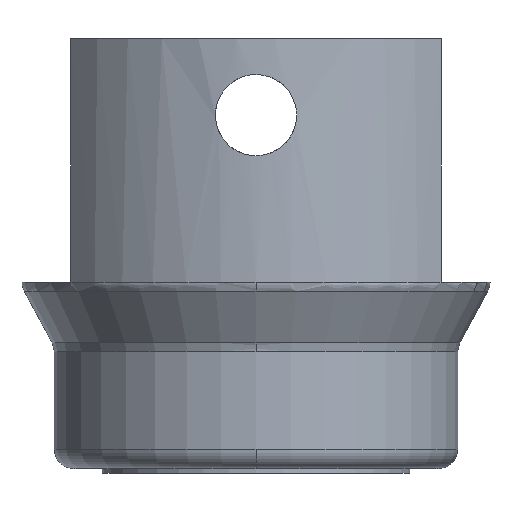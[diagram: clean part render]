
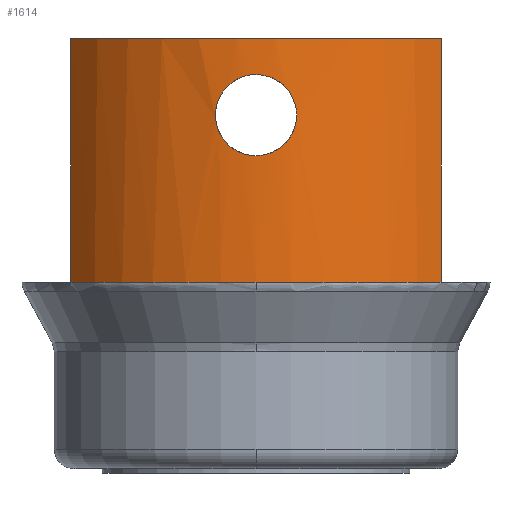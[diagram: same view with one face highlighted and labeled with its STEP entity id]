
A CAD part, left-side view. The second image highlights one B-rep face of the part: STEP entity #1614.
In plain terms, the highlighted cylindrical face has radius 24.5 mm (diameter 49 mm), a partial arc.
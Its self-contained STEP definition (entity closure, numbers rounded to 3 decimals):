
#454=CARTESIAN_POINT('',(-15.0,-19.371,20.));
#455=VERTEX_POINT('',#454);
#463=CARTESIAN_POINT('',(-24.5,0.,20.));
#464=VERTEX_POINT('',#463);
#465=CARTESIAN_POINT('',(0.0,0.0,20.));
#466=DIRECTION('',(0.0,0.0,1.0));
#467=DIRECTION('',(0.0,1.0,0.0));
#468=AXIS2_PLACEMENT_3D('',#465,#466,#467);
#469=CIRCLE('',#468,24.5);
#470=EDGE_CURVE('',#464,#455,#469,.T.);
#792=CARTESIAN_POINT('',(-24.5,0.,33.25));
#793=VERTEX_POINT('',#792);
#823=CARTESIAN_POINT('',(-24.5,0.,41.75));
#824=VERTEX_POINT('',#823);
#831=CARTESIAN_POINT('',(-24.5,0.,33.25));
#832=CARTESIAN_POINT('',(-24.5,0.535,33.25));
#833=CARTESIAN_POINT('',(-24.481,1.105,33.357));
#834=CARTESIAN_POINT('',(-24.411,2.151,33.791));
#835=CARTESIAN_POINT('',(-24.362,2.628,34.118));
#836=CARTESIAN_POINT('',(-24.268,3.382,34.872));
#837=CARTESIAN_POINT('',(-24.219,3.709,35.349));
#838=CARTESIAN_POINT('',(-24.148,4.143,36.395));
#839=CARTESIAN_POINT('',(-24.129,4.25,36.965));
#840=CARTESIAN_POINT('',(-24.129,4.25,38.035));
#841=CARTESIAN_POINT('',(-24.148,4.143,38.605));
#842=CARTESIAN_POINT('',(-24.219,3.709,39.651));
#843=CARTESIAN_POINT('',(-24.268,3.382,40.128));
#844=CARTESIAN_POINT('',(-24.362,2.628,40.882));
#845=CARTESIAN_POINT('',(-24.411,2.151,41.209));
#846=CARTESIAN_POINT('',(-24.481,1.105,41.643));
#847=CARTESIAN_POINT('',(-24.5,0.535,41.75));
#848=CARTESIAN_POINT('',(-24.5,0.,41.75));
#849=B_SPLINE_CURVE_WITH_KNOTS('',3,(#831,#832,#833,#834,#835,#836,#837,#838,#839,#840,#841,#842,#843,#844,#845,#846,#847,#848),.UNSPECIFIED.,.F.,.U.,(4,2,2,2,2,2,2,2,4),(0.642,0.802,0.963,1.123,1.284,1.444,1.604,1.765,1.925),.UNSPECIFIED.);
#850=EDGE_CURVE('',#793,#824,#849,.T.);
#1094=CARTESIAN_POINT('',(-15.0,-19.371,45.5));
#1095=VERTEX_POINT('',#1094);
#1102=CARTESIAN_POINT('',(-15.0,-19.371,20.));
#1103=DIRECTION('',(0.0,0.0,1.0));
#1104=VECTOR('',#1103,25.5);
#1105=LINE('',#1102,#1104);
#1106=EDGE_CURVE('',#455,#1095,#1105,.T.);
#1123=CARTESIAN_POINT('',(-15.0,19.371,20.));
#1124=VERTEX_POINT('',#1123);
#1131=CARTESIAN_POINT('',(-15.0,19.371,45.5));
#1132=VERTEX_POINT('',#1131);
#1133=CARTESIAN_POINT('',(-15.0,19.371,45.5));
#1134=DIRECTION('',(0.0,0.0,-1.0));
#1135=VECTOR('',#1134,25.5);
#1136=LINE('',#1133,#1135);
#1137=EDGE_CURVE('',#1132,#1124,#1136,.T.);
#1503=CARTESIAN_POINT('',(0.0,0.0,45.5));
#1504=DIRECTION('',(0.0,0.0,1.0));
#1505=DIRECTION('',(0.0,1.0,0.0));
#1506=AXIS2_PLACEMENT_3D('',#1503,#1504,#1505);
#1507=CIRCLE('',#1506,24.5);
#1508=EDGE_CURVE('',#1132,#1095,#1507,.T.);
#1565=CARTESIAN_POINT('',(0.0,0.0,32.75));
#1566=DIRECTION('',(0.,0.0,1.0));
#1567=DIRECTION('',(0.0,1.0,0.0));
#1568=AXIS2_PLACEMENT_3D('',#1565,#1566,#1567);
#1569=CYLINDRICAL_SURFACE('',#1568,24.5);
#1570=ORIENTED_EDGE('',*,*,#1137,.T.);
#1571=CARTESIAN_POINT('',(0.0,0.0,20.));
#1572=DIRECTION('',(0.0,0.0,1.0));
#1573=DIRECTION('',(0.0,1.0,0.0));
#1574=AXIS2_PLACEMENT_3D('',#1571,#1572,#1573);
#1575=CIRCLE('',#1574,24.5);
#1576=EDGE_CURVE('',#1124,#464,#1575,.T.);
#1577=ORIENTED_EDGE('',*,*,#1576,.T.);
#1578=ORIENTED_EDGE('',*,*,#470,.T.);
#1579=ORIENTED_EDGE('',*,*,#1106,.T.);
#1580=ORIENTED_EDGE('',*,*,#1508,.F.);
#1581=EDGE_LOOP('',(#1570,#1577,#1578,#1579,#1580));
#1582=FACE_OUTER_BOUND('',#1581,.T.);
#1583=CARTESIAN_POINT('',(-24.129,-4.25,37.5));
#1584=VERTEX_POINT('',#1583);
#1585=CARTESIAN_POINT('',(-24.129,-4.25,37.5));
#1586=CARTESIAN_POINT('',(-24.129,-4.25,36.965));
#1587=CARTESIAN_POINT('',(-24.148,-4.143,36.395));
#1588=CARTESIAN_POINT('',(-24.219,-3.709,35.349));
#1589=CARTESIAN_POINT('',(-24.268,-3.382,34.872));
#1590=CARTESIAN_POINT('',(-24.362,-2.628,34.118));
#1591=CARTESIAN_POINT('',(-24.411,-2.151,33.791));
#1592=CARTESIAN_POINT('',(-24.481,-1.105,33.357));
#1593=CARTESIAN_POINT('',(-24.5,-0.535,33.25));
#1594=CARTESIAN_POINT('',(-24.5,0.,33.25));
#1595=B_SPLINE_CURVE_WITH_KNOTS('',3,(#1585,#1586,#1587,#1588,#1589,#1590,#1591,#1592,#1593,#1594),.UNSPECIFIED.,.F.,.U.,(4,2,2,2,4),(0.0,0.16,0.321,0.481,0.642),.UNSPECIFIED.);
#1596=EDGE_CURVE('',#1584,#793,#1595,.T.);
#1597=ORIENTED_EDGE('',*,*,#1596,.T.);
#1598=ORIENTED_EDGE('',*,*,#850,.T.);
#1599=CARTESIAN_POINT('',(-24.5,0.,41.75));
#1600=CARTESIAN_POINT('',(-24.5,-0.535,41.75));
#1601=CARTESIAN_POINT('',(-24.481,-1.105,41.643));
#1602=CARTESIAN_POINT('',(-24.411,-2.151,41.209));
#1603=CARTESIAN_POINT('',(-24.362,-2.628,40.882));
#1604=CARTESIAN_POINT('',(-24.268,-3.382,40.128));
#1605=CARTESIAN_POINT('',(-24.219,-3.709,39.651));
#1606=CARTESIAN_POINT('',(-24.148,-4.143,38.605));
#1607=CARTESIAN_POINT('',(-24.129,-4.25,38.035));
#1608=CARTESIAN_POINT('',(-24.129,-4.25,37.5));
#1609=B_SPLINE_CURVE_WITH_KNOTS('',3,(#1599,#1600,#1601,#1602,#1603,#1604,#1605,#1606,#1607,#1608),.UNSPECIFIED.,.F.,.U.,(4,2,2,2,4),(1.925,2.086,2.246,2.407,2.567),.UNSPECIFIED.);
#1610=EDGE_CURVE('',#824,#1584,#1609,.T.);
#1611=ORIENTED_EDGE('',*,*,#1610,.T.);
#1612=EDGE_LOOP('',(#1597,#1598,#1611));
#1613=FACE_BOUND('',#1612,.T.);
#1614=ADVANCED_FACE('',(#1582,#1613),#1569,.T.);
